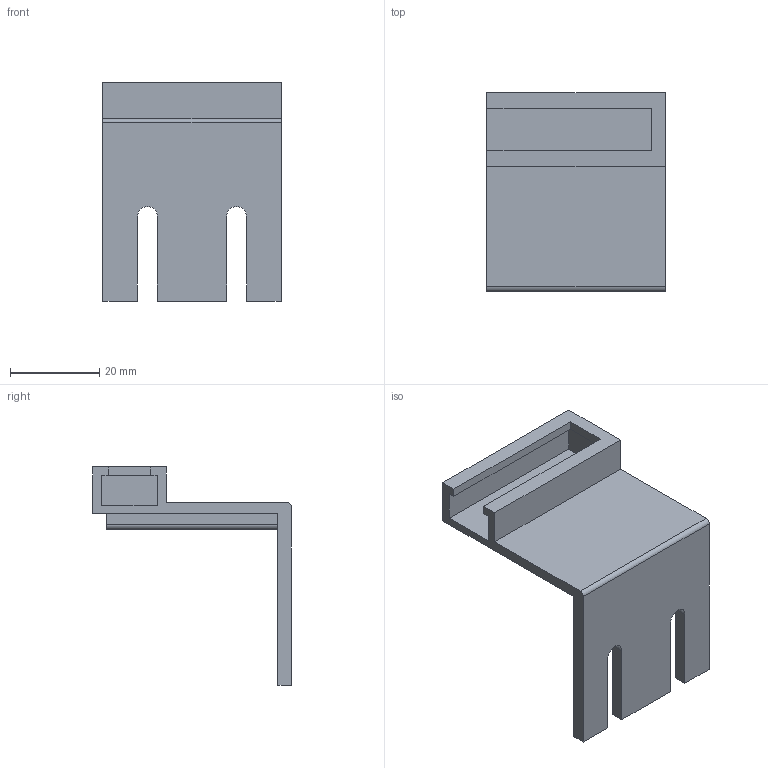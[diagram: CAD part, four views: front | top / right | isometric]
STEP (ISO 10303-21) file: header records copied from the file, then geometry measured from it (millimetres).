
FILE_DESCRIPTION(/* description */ (''),/* implementation_level */ '2;1');
FILE_NAME(/* name */ 'Magneto nozzle wiper v3.step',/* time_stamp */ '2024-10-30T19:50:39+01:00',/* author */ (''),/* organization */ (''),/* preprocessor_version */ 'ST-DEVELOPER v20',/* originating_system */ 'Autodesk Translation Framework v13.20.0.188',/* authorisation */ '');
FILE_SCHEMA (('AUTOMOTIVE_DESIGN { 1 0 10303 214 3 1 1 }'));
Length unit declared in the file: millimetre
Products named in the file (1): Magneto nozzle wiper
Bounding box: 40 x 44.59 x 49 mm (x, y, z)
Volume: 10267.8 mm3; surface area: 9201.3 mm2
Topology: 1 solids, 1 shells, 33 faces, 93 edges, 62 vertices
Faces by surface type: plane 28, cylinder 5
Entity records: 1090 total; most frequent: CARTESIAN_POINT 189, ORIENTED_EDGE 186, DIRECTION 171, EDGE_CURVE 93, LINE 83, VECTOR 83, VERTEX_POINT 62, AXIS2_PLACEMENT_3D 44
